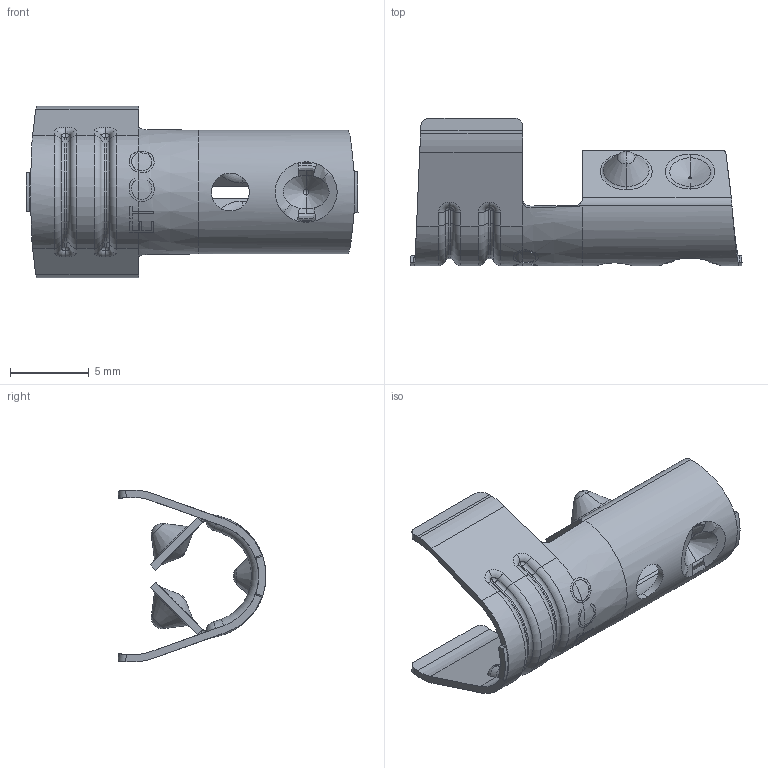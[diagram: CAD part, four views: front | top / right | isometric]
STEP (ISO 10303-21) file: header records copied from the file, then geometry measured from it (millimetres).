
FILE_DESCRIPTION (( 'STEP AP203' ), '1' );
FILE_NAME ('DT40E-W.STEP', '2019-11-05T13:12:15', ( 'tempuser' ), ( 'Microsoft' ), 'SwSTEP 2.0', 'SolidWorks 2019', '' );
FILE_SCHEMA (( 'CONFIG_CONTROL_DESIGN' ));
Length unit declared in the file: inch
Products named in the file (1): DT40E-W
Bounding box: 21.13 x 9.4 x 10.92 mm (x, y, z)
Volume: 185.7 mm3; surface area: 869.9 mm2
Topology: 1 solids, 1 shells, 282 faces, 696 edges, 428 vertices
Faces by surface type: bspline 84, cylinder 63, torus 52, plane 40, cone 23, sphere 20
Entity records: 13059 total; most frequent: CARTESIAN_POINT 6965, ORIENTED_EDGE 1392, DIRECTION 1062, EDGE_CURVE 696, AXIS2_PLACEMENT_3D 449, VERTEX_POINT 428, EDGE_LOOP 296, FACE_OUTER_BOUND 282
